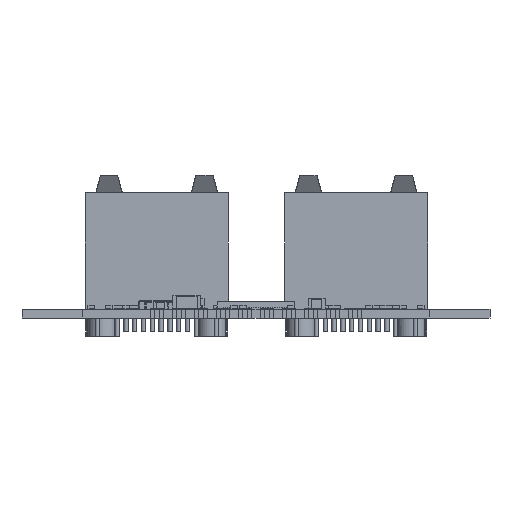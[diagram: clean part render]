
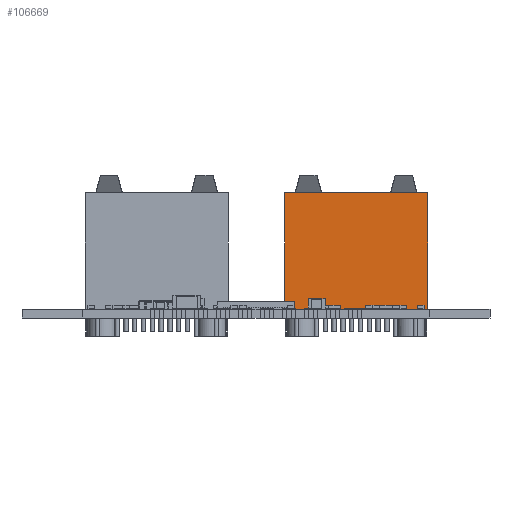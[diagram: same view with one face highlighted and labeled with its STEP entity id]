
A CAD part, front view. The second image highlights one B-rep face of the part: STEP entity #106669.
In plain terms, the highlighted planar face has unit normal (0, -1, 0).
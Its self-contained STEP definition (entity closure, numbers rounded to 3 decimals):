
#106500 = PLANE('',#106501);
#106501 = AXIS2_PLACEMENT_3D('',#106502,#106503,#106504);
#106502 = CARTESIAN_POINT('',(-19.705,1.25,0.));
#106503 = DIRECTION('',(1.,0.,-0.));
#106504 = DIRECTION('',(0.,-1.,0.));
#106528 = PLANE('',#106529);
#106529 = AXIS2_PLACEMENT_3D('',#106530,#106531,#106532);
#106530 = CARTESIAN_POINT('',(-11.45,-3.774,13.46));
#106531 = DIRECTION('',(0.,0.,1.));
#106532 = DIRECTION('',(1.,0.,0.));
#106556 = PLANE('',#106557);
#106557 = AXIS2_PLACEMENT_3D('',#106558,#106559,#106560);
#106558 = CARTESIAN_POINT('',(-3.195,1.25,0.));
#106559 = DIRECTION('',(1.,0.,-0.));
#106560 = DIRECTION('',(0.,-1.,0.));
#106582 = PLANE('',#106583);
#106583 = AXIS2_PLACEMENT_3D('',#106584,#106585,#106586);
#106584 = CARTESIAN_POINT('',(-11.45,-3.774,0.));
#106585 = DIRECTION('',(0.,0.,1.));
#106586 = DIRECTION('',(1.,0.,-0.));
#106599 = VERTEX_POINT('',#106600);
#106600 = CARTESIAN_POINT('',(-3.195,-8.798,13.46));
#106621 = EDGE_CURVE('',#106622,#106599,#106624,.T.);
#106622 = VERTEX_POINT('',#106623);
#106623 = CARTESIAN_POINT('',(-3.195,-8.798,0.));
#106624 = SURFACE_CURVE('',#106625,(#106629,#106636),.PCURVE_S1.);
#106625 = LINE('',#106626,#106627);
#106626 = CARTESIAN_POINT('',(-3.195,-8.798,0.));
#106627 = VECTOR('',#106628,1.);
#106628 = DIRECTION('',(0.,0.,1.));
#106629 = PCURVE('',#106556,#106630);
#106630 = DEFINITIONAL_REPRESENTATION('',(#106631),#106635);
#106631 = LINE('',#106632,#106633);
#106632 = CARTESIAN_POINT('',(10.048,0.));
#106633 = VECTOR('',#106634,1.);
#106634 = DIRECTION('',(0.,-1.));
#106635 = ( GEOMETRIC_REPRESENTATION_CONTEXT(2) 
PARAMETRIC_REPRESENTATION_CONTEXT() REPRESENTATION_CONTEXT('2D SPACE',''
  ) );
#106636 = PCURVE('',#106637,#106642);
#106637 = PLANE('',#106638);
#106638 = AXIS2_PLACEMENT_3D('',#106639,#106640,#106641);
#106639 = CARTESIAN_POINT('',(-19.705,-8.798,0.));
#106640 = DIRECTION('',(0.,1.,0.));
#106641 = DIRECTION('',(1.,0.,0.));
#106642 = DEFINITIONAL_REPRESENTATION('',(#106643),#106647);
#106643 = LINE('',#106644,#106645);
#106644 = CARTESIAN_POINT('',(16.51,0.));
#106645 = VECTOR('',#106646,1.);
#106646 = DIRECTION('',(0.,-1.));
#106647 = ( GEOMETRIC_REPRESENTATION_CONTEXT(2) 
PARAMETRIC_REPRESENTATION_CONTEXT() REPRESENTATION_CONTEXT('2D SPACE',''
  ) );
#106669 = ADVANCED_FACE('',(#106670),#106637,.F.);
#106670 = FACE_BOUND('',#106671,.F.);
#106671 = EDGE_LOOP('',(#106672,#106697,#106718,#106719));
#106672 = ORIENTED_EDGE('',*,*,#106673,.T.);
#106673 = EDGE_CURVE('',#106674,#106676,#106678,.T.);
#106674 = VERTEX_POINT('',#106675);
#106675 = CARTESIAN_POINT('',(-19.705,-8.798,0.));
#106676 = VERTEX_POINT('',#106677);
#106677 = CARTESIAN_POINT('',(-19.705,-8.798,13.46));
#106678 = SURFACE_CURVE('',#106679,(#106683,#106690),.PCURVE_S1.);
#106679 = LINE('',#106680,#106681);
#106680 = CARTESIAN_POINT('',(-19.705,-8.798,0.));
#106681 = VECTOR('',#106682,1.);
#106682 = DIRECTION('',(0.,0.,1.));
#106683 = PCURVE('',#106637,#106684);
#106684 = DEFINITIONAL_REPRESENTATION('',(#106685),#106689);
#106685 = LINE('',#106686,#106687);
#106686 = CARTESIAN_POINT('',(0.,0.));
#106687 = VECTOR('',#106688,1.);
#106688 = DIRECTION('',(0.,-1.));
#106689 = ( GEOMETRIC_REPRESENTATION_CONTEXT(2) 
PARAMETRIC_REPRESENTATION_CONTEXT() REPRESENTATION_CONTEXT('2D SPACE',''
  ) );
#106690 = PCURVE('',#106500,#106691);
#106691 = DEFINITIONAL_REPRESENTATION('',(#106692),#106696);
#106692 = LINE('',#106693,#106694);
#106693 = CARTESIAN_POINT('',(10.048,0.));
#106694 = VECTOR('',#106695,1.);
#106695 = DIRECTION('',(0.,-1.));
#106696 = ( GEOMETRIC_REPRESENTATION_CONTEXT(2) 
PARAMETRIC_REPRESENTATION_CONTEXT() REPRESENTATION_CONTEXT('2D SPACE',''
  ) );
#106697 = ORIENTED_EDGE('',*,*,#106698,.T.);
#106698 = EDGE_CURVE('',#106676,#106599,#106699,.T.);
#106699 = SURFACE_CURVE('',#106700,(#106704,#106711),.PCURVE_S1.);
#106700 = LINE('',#106701,#106702);
#106701 = CARTESIAN_POINT('',(-19.705,-8.798,13.46));
#106702 = VECTOR('',#106703,1.);
#106703 = DIRECTION('',(1.,0.,0.));
#106704 = PCURVE('',#106637,#106705);
#106705 = DEFINITIONAL_REPRESENTATION('',(#106706),#106710);
#106706 = LINE('',#106707,#106708);
#106707 = CARTESIAN_POINT('',(0.,-13.46));
#106708 = VECTOR('',#106709,1.);
#106709 = DIRECTION('',(1.,0.));
#106710 = ( GEOMETRIC_REPRESENTATION_CONTEXT(2) 
PARAMETRIC_REPRESENTATION_CONTEXT() REPRESENTATION_CONTEXT('2D SPACE',''
  ) );
#106711 = PCURVE('',#106528,#106712);
#106712 = DEFINITIONAL_REPRESENTATION('',(#106713),#106717);
#106713 = LINE('',#106714,#106715);
#106714 = CARTESIAN_POINT('',(-8.255,-5.024));
#106715 = VECTOR('',#106716,1.);
#106716 = DIRECTION('',(1.,0.));
#106717 = ( GEOMETRIC_REPRESENTATION_CONTEXT(2) 
PARAMETRIC_REPRESENTATION_CONTEXT() REPRESENTATION_CONTEXT('2D SPACE',''
  ) );
#106718 = ORIENTED_EDGE('',*,*,#106621,.F.);
#106719 = ORIENTED_EDGE('',*,*,#106720,.F.);
#106720 = EDGE_CURVE('',#106674,#106622,#106721,.T.);
#106721 = SURFACE_CURVE('',#106722,(#106726,#106733),.PCURVE_S1.);
#106722 = LINE('',#106723,#106724);
#106723 = CARTESIAN_POINT('',(-19.705,-8.798,0.));
#106724 = VECTOR('',#106725,1.);
#106725 = DIRECTION('',(1.,0.,0.));
#106726 = PCURVE('',#106637,#106727);
#106727 = DEFINITIONAL_REPRESENTATION('',(#106728),#106732);
#106728 = LINE('',#106729,#106730);
#106729 = CARTESIAN_POINT('',(0.,0.));
#106730 = VECTOR('',#106731,1.);
#106731 = DIRECTION('',(1.,0.));
#106732 = ( GEOMETRIC_REPRESENTATION_CONTEXT(2) 
PARAMETRIC_REPRESENTATION_CONTEXT() REPRESENTATION_CONTEXT('2D SPACE',''
  ) );
#106733 = PCURVE('',#106582,#106734);
#106734 = DEFINITIONAL_REPRESENTATION('',(#106735),#106739);
#106735 = LINE('',#106736,#106737);
#106736 = CARTESIAN_POINT('',(-8.255,-5.024));
#106737 = VECTOR('',#106738,1.);
#106738 = DIRECTION('',(1.,0.));
#106739 = ( GEOMETRIC_REPRESENTATION_CONTEXT(2) 
PARAMETRIC_REPRESENTATION_CONTEXT() REPRESENTATION_CONTEXT('2D SPACE',''
  ) );
